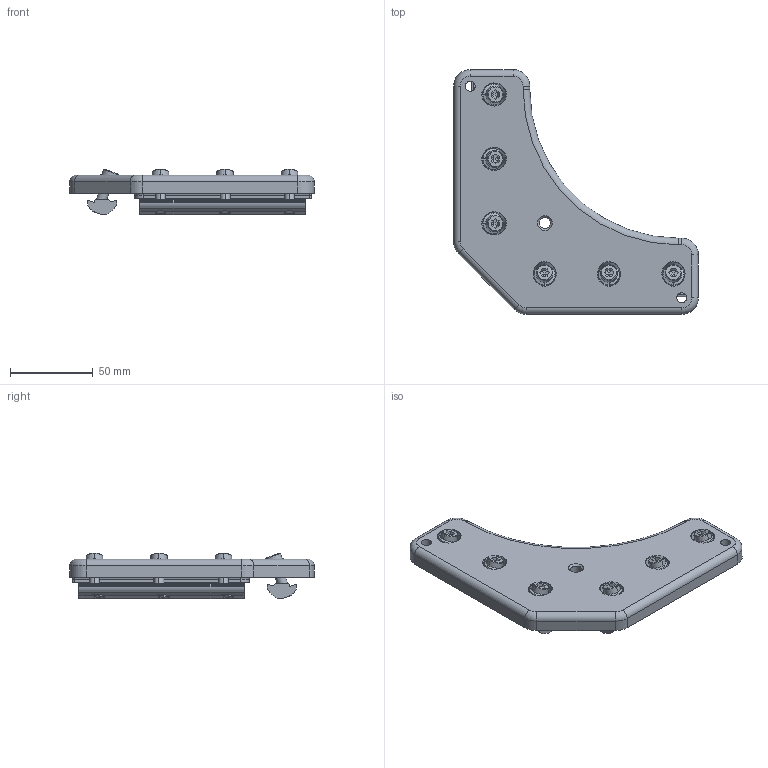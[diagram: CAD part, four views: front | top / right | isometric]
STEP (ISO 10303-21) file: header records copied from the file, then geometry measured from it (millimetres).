
FILE_DESCRIPTION (( 'STEP AP214' ), '1' );
FILE_NAME ('40mm 90° 3x3 Hole Joining Plate Kit (40CJP-0421-001-01).STEP', '2023-06-27T13:04:08', ( '' ), ( '' ), 'SwSTEP 2.0', 'SolidWorks 2020', '' );
FILE_SCHEMA (( 'AUTOMOTIVE_DESIGN' ));
Length unit declared in the file: millimetre
Products named in the file (1): 40mm 90° 3x3 Hole Joining Plate Kit (40CJP-0421-001-01)
Bounding box: 148 x 148 x 27.64 mm (x, y, z)
Volume: 167048 mm3; surface area: 47903.7 mm2
Topology: 9 solids, 9 shells, 359 faces, 834 edges, 505 vertices
Faces by surface type: cylinder 128, plane 98, cone 50, bspline 48, torus 35
Entity records: 16312 total; most frequent: CARTESIAN_POINT 8230, ORIENTED_EDGE 1668, DIRECTION 1606, EDGE_CURVE 834, AXIS2_PLACEMENT_3D 619, VERTEX_POINT 505, EDGE_LOOP 401, LINE 368
